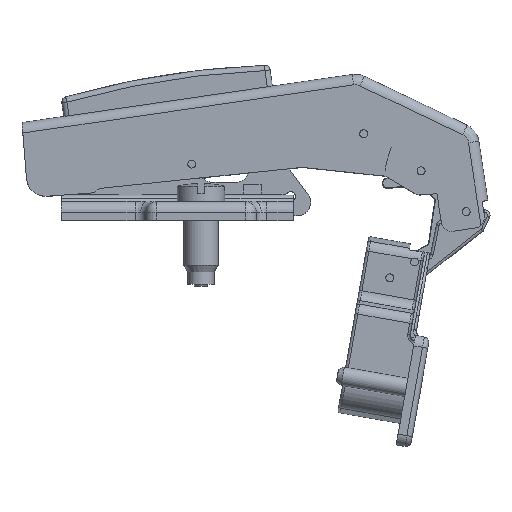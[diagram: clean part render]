
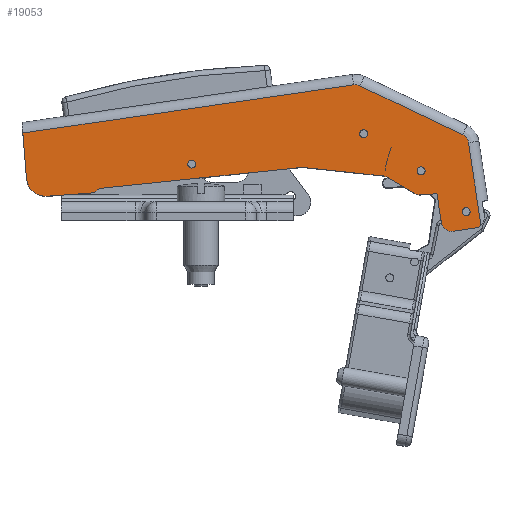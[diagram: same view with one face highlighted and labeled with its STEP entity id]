
A CAD part, top view. The second image highlights one B-rep face of the part: STEP entity #19053.
In plain terms, the highlighted planar face has unit normal (0, 0, 1).
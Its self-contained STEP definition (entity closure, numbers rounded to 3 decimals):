
#722=LINE('',#28084,#2368);
#724=LINE('',#28118,#2370);
#727=LINE('',#28155,#2373);
#728=LINE('',#28158,#2374);
#729=LINE('',#28162,#2375);
#730=LINE('',#28166,#2376);
#731=LINE('',#28170,#2377);
#732=LINE('',#28174,#2378);
#733=LINE('',#28178,#2379);
#734=LINE('',#28182,#2380);
#735=LINE('',#28184,#2381);
#736=LINE('',#28188,#2382);
#2368=VECTOR('',#22529,10.);
#2370=VECTOR('',#22541,10.);
#2373=VECTOR('',#22554,10.);
#2374=VECTOR('',#22557,10.);
#2375=VECTOR('',#22560,10.);
#2376=VECTOR('',#22563,10.);
#2377=VECTOR('',#22566,10.);
#2378=VECTOR('',#22569,10.);
#2379=VECTOR('',#22572,10.);
#2380=VECTOR('',#22575,10.);
#2381=VECTOR('',#22576,10.);
#2382=VECTOR('',#22579,10.);
#4242=FACE_BOUND('',#5433,.T.);
#4243=FACE_BOUND('',#5434,.T.);
#4244=FACE_BOUND('',#5435,.T.);
#4245=FACE_BOUND('',#5436,.T.);
#4366=FACE_OUTER_BOUND('',#5432,.T.);
#5432=EDGE_LOOP('',(#12248,#12249,#12250,#12251,#12252,#12253,#12254,#12255,
#12256,#12257,#12258,#12259,#12260,#12261,#12262,#12263,#12264,#12265,#12266,
#12267,#12268,#12269));
#5433=EDGE_LOOP('',(#12270));
#5434=EDGE_LOOP('',(#12271));
#5435=EDGE_LOOP('',(#12272));
#5436=EDGE_LOOP('',(#12273));
#6569=CIRCLE('',#20406,2.);
#6573=CIRCLE('',#20411,2.);
#6575=CIRCLE('',#20416,3.668);
#6576=CIRCLE('',#20417,1.);
#6577=CIRCLE('',#20418,1.);
#6578=CIRCLE('',#20419,2.);
#6579=CIRCLE('',#20420,2.);
#6580=CIRCLE('',#20421,2.);
#6581=CIRCLE('',#20422,2.);
#6582=CIRCLE('',#20423,2.);
#6583=CIRCLE('',#20424,0.75);
#6584=CIRCLE('',#20425,0.75);
#6585=CIRCLE('',#20426,0.75);
#6586=CIRCLE('',#20427,0.75);
#7534=VERTEX_POINT('',#28081);
#7535=VERTEX_POINT('',#28083);
#7538=VERTEX_POINT('',#28110);
#7540=VERTEX_POINT('',#28116);
#7541=VERTEX_POINT('',#28129);
#7544=VERTEX_POINT('',#28153);
#7545=VERTEX_POINT('',#28157);
#7546=VERTEX_POINT('',#28159);
#7547=VERTEX_POINT('',#28161);
#7548=VERTEX_POINT('',#28163);
#7549=VERTEX_POINT('',#28165);
#7550=VERTEX_POINT('',#28167);
#7551=VERTEX_POINT('',#28169);
#7552=VERTEX_POINT('',#28171);
#7553=VERTEX_POINT('',#28173);
#7554=VERTEX_POINT('',#28175);
#7555=VERTEX_POINT('',#28177);
#7556=VERTEX_POINT('',#28179);
#7557=VERTEX_POINT('',#28181);
#7558=VERTEX_POINT('',#28183);
#7559=VERTEX_POINT('',#28185);
#7560=VERTEX_POINT('',#28187);
#7561=VERTEX_POINT('',#28190);
#7562=VERTEX_POINT('',#28192);
#7563=VERTEX_POINT('',#28194);
#7564=VERTEX_POINT('',#28196);
#9337=EDGE_CURVE('',#7534,#7535,#722,.T.);
#9341=EDGE_CURVE('',#7538,#7534,#6569,.T.);
#9344=EDGE_CURVE('',#7540,#7538,#724,.T.);
#9347=EDGE_CURVE('',#7541,#7540,#6573,.T.);
#9352=EDGE_CURVE('',#7544,#7541,#727,.T.);
#9353=EDGE_CURVE('',#7544,#7545,#728,.T.);
#9354=EDGE_CURVE('',#7545,#7546,#6575,.T.);
#9355=EDGE_CURVE('',#7546,#7547,#729,.T.);
#9356=EDGE_CURVE('',#7547,#7548,#6576,.T.);
#9357=EDGE_CURVE('',#7548,#7549,#730,.T.);
#9358=EDGE_CURVE('',#7549,#7550,#6577,.T.);
#9359=EDGE_CURVE('',#7550,#7551,#731,.T.);
#9360=EDGE_CURVE('',#7551,#7552,#6578,.T.);
#9361=EDGE_CURVE('',#7552,#7553,#732,.T.);
#9362=EDGE_CURVE('',#7553,#7554,#6579,.T.);
#9363=EDGE_CURVE('',#7554,#7555,#733,.T.);
#9364=EDGE_CURVE('',#7555,#7556,#6580,.T.);
#9365=EDGE_CURVE('',#7556,#7557,#734,.T.);
#9366=EDGE_CURVE('',#7557,#7558,#735,.T.);
#9367=EDGE_CURVE('',#7558,#7559,#6581,.T.);
#9368=EDGE_CURVE('',#7559,#7560,#736,.T.);
#9369=EDGE_CURVE('',#7560,#7535,#6582,.T.);
#9370=EDGE_CURVE('',#7561,#7561,#6583,.T.);
#9371=EDGE_CURVE('',#7562,#7562,#6584,.T.);
#9372=EDGE_CURVE('',#7563,#7563,#6585,.T.);
#9373=EDGE_CURVE('',#7564,#7564,#6586,.T.);
#12248=ORIENTED_EDGE('',*,*,#9337,.F.);
#12249=ORIENTED_EDGE('',*,*,#9341,.F.);
#12250=ORIENTED_EDGE('',*,*,#9344,.F.);
#12251=ORIENTED_EDGE('',*,*,#9347,.F.);
#12252=ORIENTED_EDGE('',*,*,#9352,.F.);
#12253=ORIENTED_EDGE('',*,*,#9353,.T.);
#12254=ORIENTED_EDGE('',*,*,#9354,.T.);
#12255=ORIENTED_EDGE('',*,*,#9355,.T.);
#12256=ORIENTED_EDGE('',*,*,#9356,.T.);
#12257=ORIENTED_EDGE('',*,*,#9357,.T.);
#12258=ORIENTED_EDGE('',*,*,#9358,.T.);
#12259=ORIENTED_EDGE('',*,*,#9359,.T.);
#12260=ORIENTED_EDGE('',*,*,#9360,.T.);
#12261=ORIENTED_EDGE('',*,*,#9361,.T.);
#12262=ORIENTED_EDGE('',*,*,#9362,.T.);
#12263=ORIENTED_EDGE('',*,*,#9363,.T.);
#12264=ORIENTED_EDGE('',*,*,#9364,.T.);
#12265=ORIENTED_EDGE('',*,*,#9365,.T.);
#12266=ORIENTED_EDGE('',*,*,#9366,.T.);
#12267=ORIENTED_EDGE('',*,*,#9367,.T.);
#12268=ORIENTED_EDGE('',*,*,#9368,.T.);
#12269=ORIENTED_EDGE('',*,*,#9369,.T.);
#12270=ORIENTED_EDGE('',*,*,#9370,.T.);
#12271=ORIENTED_EDGE('',*,*,#9371,.T.);
#12272=ORIENTED_EDGE('',*,*,#9372,.T.);
#12273=ORIENTED_EDGE('',*,*,#9373,.T.);
#17575=PLANE('',#20415);
#19053=ADVANCED_FACE('',(#4366,#4242,#4243,#4244,#4245),#17575,.T.);
#20406=AXIS2_PLACEMENT_3D('',#28112,#22533,#22534);
#20411=AXIS2_PLACEMENT_3D('',#28131,#22545,#22546);
#20415=AXIS2_PLACEMENT_3D('',#28156,#22555,#22556);
#20416=AXIS2_PLACEMENT_3D('',#28160,#22558,#22559);
#20417=AXIS2_PLACEMENT_3D('',#28164,#22561,#22562);
#20418=AXIS2_PLACEMENT_3D('',#28168,#22564,#22565);
#20419=AXIS2_PLACEMENT_3D('',#28172,#22567,#22568);
#20420=AXIS2_PLACEMENT_3D('',#28176,#22570,#22571);
#20421=AXIS2_PLACEMENT_3D('',#28180,#22573,#22574);
#20422=AXIS2_PLACEMENT_3D('',#28186,#22577,#22578);
#20423=AXIS2_PLACEMENT_3D('',#28189,#22580,#22581);
#20424=AXIS2_PLACEMENT_3D('',#28191,#22582,#22583);
#20425=AXIS2_PLACEMENT_3D('',#28193,#22584,#22585);
#20426=AXIS2_PLACEMENT_3D('',#28195,#22586,#22587);
#20427=AXIS2_PLACEMENT_3D('',#28197,#22588,#22589);
#22529=DIRECTION('',(0.,-1.,0.));
#22533=DIRECTION('center_axis',(0.,0.,-1.));
#22534=DIRECTION('ref_axis',(0.883,0.469,0.));
#22541=DIRECTION('',(0.829,-0.56,0.));
#22545=DIRECTION('center_axis',(0.,0.,-1.));
#22546=DIRECTION('ref_axis',(0.295,0.956,0.));
#22554=DIRECTION('',(1.,-0.005,0.));
#22555=DIRECTION('center_axis',(0.,0.,1.));
#22556=DIRECTION('ref_axis',(1.,0.,0.));
#22557=DIRECTION('',(-0.07,-0.998,0.));
#22558=DIRECTION('center_axis',(0.,0.,1.));
#22559=DIRECTION('ref_axis',(-0.998,0.07,0.));
#22560=DIRECTION('',(0.997,-0.076,0.));
#22561=DIRECTION('center_axis',(0.,0.,1.));
#22562=DIRECTION('ref_axis',(-0.076,-0.997,0.));
#22563=DIRECTION('',(0.827,0.562,0.));
#22564=DIRECTION('center_axis',(0.,0.,-1.));
#22565=DIRECTION('ref_axis',(-0.046,-0.999,0.));
#22566=DIRECTION('',(0.999,-0.046,0.));
#22567=DIRECTION('center_axis',(0.,0.,-1.));
#22568=DIRECTION('ref_axis',(-0.253,-0.967,0.));
#22569=DIRECTION('',(0.967,-0.253,0.));
#22570=DIRECTION('center_axis',(0.,0.,-1.));
#22571=DIRECTION('ref_axis',(-0.63,-0.776,0.));
#22572=DIRECTION('',(0.776,-0.63,0.));
#22573=DIRECTION('center_axis',(0.,0.,1.));
#22574=DIRECTION('ref_axis',(-0.63,-0.776,0.));
#22575=DIRECTION('',(0.997,-0.076,0.));
#22576=DIRECTION('',(0.,-1.,0.));
#22577=DIRECTION('center_axis',(0.,0.,1.));
#22578=DIRECTION('ref_axis',(-1.,0.,0.));
#22579=DIRECTION('',(1.,0.,0.));
#22580=DIRECTION('center_axis',(0.,0.,1.));
#22581=DIRECTION('ref_axis',(0.,-1.,0.));
#22582=DIRECTION('center_axis',(0.,0.,-1.));
#22583=DIRECTION('ref_axis',(-1.,0.,0.));
#22584=DIRECTION('center_axis',(0.,0.,-1.));
#22585=DIRECTION('ref_axis',(-1.,0.,0.));
#22586=DIRECTION('center_axis',(0.,0.,-1.));
#22587=DIRECTION('ref_axis',(-1.,0.,0.));
#22588=DIRECTION('center_axis',(0.,0.,-1.));
#22589=DIRECTION('ref_axis',(-1.,0.,0.));
#28081=CARTESIAN_POINT('',(80.919,0.88,8.5));
#28083=CARTESIAN_POINT('',(80.919,-14.992,8.5));
#28084=CARTESIAN_POINT('',(80.919,-2.356,8.5));
#28110=CARTESIAN_POINT('',(80.038,2.537,8.5));
#28112=CARTESIAN_POINT('Origin',(78.919,0.88,8.5));
#28116=CARTESIAN_POINT('',(62.134,14.624,8.5));
#28118=CARTESIAN_POINT('',(66.423,11.728,8.5));
#28129=CARTESIAN_POINT('',(61.024,14.966,8.5));
#28131=CARTESIAN_POINT('Origin',(61.015,12.966,8.5));
#28153=CARTESIAN_POINT('',(-2.421,15.279,8.5));
#28155=CARTESIAN_POINT('',(51.836,15.012,8.5));
#28156=CARTESIAN_POINT('Origin',(42.602,5.8,8.5));
#28157=CARTESIAN_POINT('',(-3.026,6.651,8.5));
#28158=CARTESIAN_POINT('',(-2.281,17.278,8.5));
#28159=CARTESIAN_POINT('',(0.353,2.737,8.5));
#28160=CARTESIAN_POINT('Origin',(0.633,6.394,8.5));
#28161=CARTESIAN_POINT('',(8.954,2.078,8.5));
#28162=CARTESIAN_POINT('',(0.353,2.737,8.5));
#28163=CARTESIAN_POINT('',(9.592,2.248,8.5));
#28164=CARTESIAN_POINT('Origin',(9.031,3.075,8.5));
#28165=CARTESIAN_POINT('',(10.014,2.534,8.5));
#28166=CARTESIAN_POINT('',(9.592,2.248,8.5));
#28167=CARTESIAN_POINT('',(10.622,2.706,8.5));
#28168=CARTESIAN_POINT('Origin',(10.576,1.707,8.5));
#28169=CARTESIAN_POINT('',(48.832,0.95,8.5));
#28170=CARTESIAN_POINT('',(10.622,2.706,8.5));
#28171=CARTESIAN_POINT('',(49.246,0.887,8.5));
#28172=CARTESIAN_POINT('Origin',(48.74,-1.048,8.5));
#28173=CARTESIAN_POINT('',(63.961,-2.961,8.5));
#28174=CARTESIAN_POINT('',(49.246,0.887,8.5));
#28175=CARTESIAN_POINT('',(64.716,-3.343,8.5));
#28176=CARTESIAN_POINT('Origin',(63.455,-4.896,8.5));
#28177=CARTESIAN_POINT('',(69.386,-7.134,8.5));
#28178=CARTESIAN_POINT('',(64.716,-3.343,8.5));
#28179=CARTESIAN_POINT('',(70.493,-7.575,8.5));
#28180=CARTESIAN_POINT('Origin',(70.646,-5.581,8.5));
#28181=CARTESIAN_POINT('',(73.569,-7.811,8.5));
#28182=CARTESIAN_POINT('',(70.493,-7.575,8.5));
#28183=CARTESIAN_POINT('',(73.569,-13.313,8.5));
#28184=CARTESIAN_POINT('',(73.569,-7.811,8.5));
#28185=CARTESIAN_POINT('',(75.569,-15.313,8.5));
#28186=CARTESIAN_POINT('Origin',(75.569,-13.313,8.5));
#28187=CARTESIAN_POINT('',(79.832,-15.313,8.5));
#28188=CARTESIAN_POINT('',(75.569,-15.313,8.5));
#28189=CARTESIAN_POINT('Origin',(79.832,-13.313,8.5));
#28190=CARTESIAN_POINT('',(71.993,-3.071,8.5));
#28191=CARTESIAN_POINT('Origin',(71.243,-3.071,8.5));
#28192=CARTESIAN_POINT('',(79.273,-12.003,8.5));
#28193=CARTESIAN_POINT('Origin',(78.523,-12.003,8.5));
#28194=CARTESIAN_POINT('',(29.141,4.682,8.5));
#28195=CARTESIAN_POINT('Origin',(28.391,4.682,8.5));
#28196=CARTESIAN_POINT('',(62.247,5.506,8.5));
#28197=CARTESIAN_POINT('Origin',(61.497,5.506,8.5));
